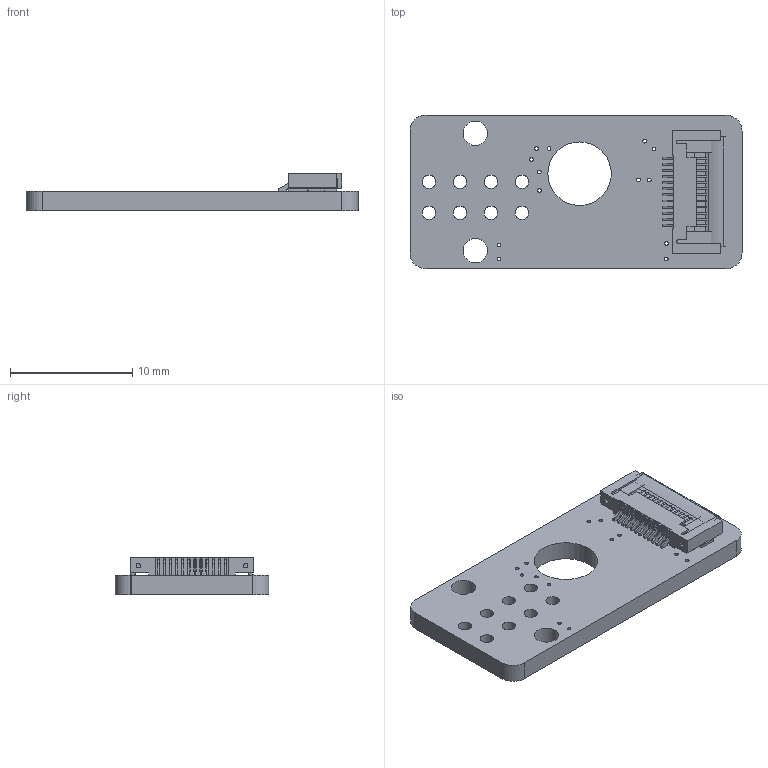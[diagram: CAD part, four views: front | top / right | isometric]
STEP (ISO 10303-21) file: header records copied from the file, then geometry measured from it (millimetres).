
FILE_DESCRIPTION(/* description */ (''),/* implementation_level */ '2;1');
FILE_NAME(/* name */ '02-主体-Connector.step',/* time_stamp */ '2022-09-07T10:14:46+08:00',/* author */ (''),/* organization */ (''),/* preprocessor_version */ 'ST-DEVELOPER v19',/* originating_system */ 'Autodesk Translation Framework v11.7.0.108',/* authorisation */ '');
FILE_SCHEMA (('AUTOMOTIVE_DESIGN { 1 0 10303 214 3 1 1 }'));
Length unit declared in the file: millimetre
Products named in the file (5): 02-主体-Connector; COMPOUND (10); U1 (1); FPC-SMD_XUNPU_FPC-0.5FX-12PWBH15 (1); COMPOUND (1) (1)
Assembly tree (4 placements, depth 5):
  02-主体-Connector
    COMPOUND (10)
      U1 (1)
        FPC-SMD_XUNPU_FPC-0.5FX-12PWBH15 (1)
          COMPOUND (1) (1)
Bounding box: 27.21 x 12.61 x 3.1 mm (x, y, z)
Volume: 535 mm3; surface area: 1183.2 mm2
Topology: 15 solids, 15 shells, 1176 faces, 3373 edges, 2228 vertices
Faces by surface type: plane 679, cylinder 399, bspline 98
Full cylindrical faces by diameter (mm): 0.305 x22, 1.1 x8, 1.999 x2, 5.199 x1
Entity records: 40466 total; most frequent: CARTESIAN_POINT 7816, ORIENTED_EDGE 6746, DIRECTION 6325, EDGE_CURVE 3373, LINE 2379, VECTOR 2379, VERTEX_POINT 2228, AXIS2_PLACEMENT_3D 1973
